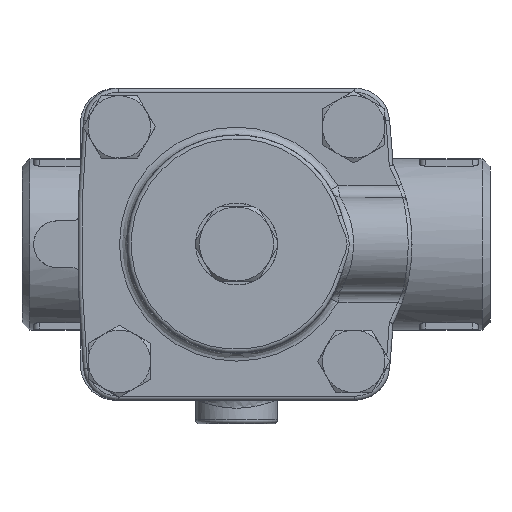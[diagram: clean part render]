
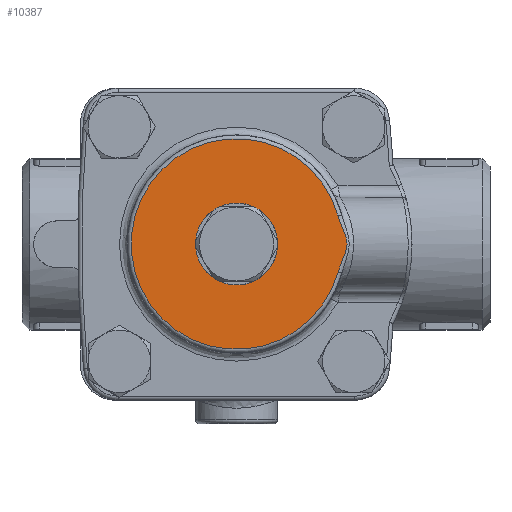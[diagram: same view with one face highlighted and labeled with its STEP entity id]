
A CAD part, top view. The second image highlights one B-rep face of the part: STEP entity #10387.
In plain terms, the highlighted planar face has unit normal (0, 0, 1).
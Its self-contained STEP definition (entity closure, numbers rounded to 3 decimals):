
#5039=CARTESIAN_POINT('',(10.5,0.,40.0));
#5040=VERTEX_POINT('',#5039);
#5041=CARTESIAN_POINT('',(0.,0.,40.0));
#5042=DIRECTION('',(0.0,0.0,-1.0));
#5043=DIRECTION('',(-1.0,0.0,0.0));
#5044=AXIS2_PLACEMENT_3D('',#5041,#5042,#5043);
#5045=CIRCLE('',#5044,10.5);
#5046=EDGE_CURVE('',#5040,#5040,#5045,.T.);
#10071=CARTESIAN_POINT('',(26.026,-7.186,40.0));
#10072=VERTEX_POINT('',#10071);
#10080=CARTESIAN_POINT('',(26.026,7.186,40.0));
#10081=VERTEX_POINT('',#10080);
#10082=CARTESIAN_POINT('',(0.,0.,40.0));
#10083=DIRECTION('',(0.0,0.0,-1.0));
#10084=DIRECTION('',(-1.0,0.,0.0));
#10085=AXIS2_PLACEMENT_3D('',#10082,#10083,#10084);
#10086=CIRCLE('',#10085,27.0);
#10087=EDGE_CURVE('',#10072,#10081,#10086,.T.);
#10246=CARTESIAN_POINT('',(26.026,7.186,40.));
#10247=CARTESIAN_POINT('',(26.218,6.49,40.0));
#10248=CARTESIAN_POINT('',(26.728,5.138,40.));
#10249=CARTESIAN_POINT('',(27.467,3.484,40.));
#10250=CARTESIAN_POINT('',(27.979,2.132,40.));
#10251=CARTESIAN_POINT('',(28.234,1.201,40.));
#10252=CARTESIAN_POINT('',(28.345,0.363,40.));
#10253=CARTESIAN_POINT('',(28.346,-0.361,40.));
#10254=CARTESIAN_POINT('',(28.267,-0.959,40.));
#10255=CARTESIAN_POINT('',(28.165,-1.43,40.));
#10256=CARTESIAN_POINT('',(28.041,-1.895,40.));
#10257=CARTESIAN_POINT('',(27.853,-2.467,40.));
#10258=CARTESIAN_POINT('',(27.549,-3.256,40.));
#10259=CARTESIAN_POINT('',(27.171,-4.144,40.));
#10260=CARTESIAN_POINT('',(26.602,-5.473,40.));
#10261=CARTESIAN_POINT('',(26.218,-6.49,40.0));
#10262=CARTESIAN_POINT('',(26.026,-7.186,40.0));
#10263=B_SPLINE_CURVE_WITH_KNOTS('',3,(#10246,#10247,#10248,#10249,#10250,#10251,#10252,#10253,#10254,#10255,#10256,#10257,#10258,#10259,#10260,#10261,#10262),.UNSPECIFIED.,.F.,.U.,(4,1,1,1,1,1,1,1,1,1,1,1,1,1,4),(0.,0.217,0.433,0.542,0.65,0.722,0.795,0.867,0.903,0.939,1.011,1.083,1.192,1.3,1.517),.UNSPECIFIED.);
#10264=EDGE_CURVE('',#10081,#10072,#10263,.T.);
#10375=CARTESIAN_POINT('',(0.,0.,40.0));
#10376=DIRECTION('',(0.0,0.0,-1.0));
#10377=DIRECTION('',(-1.0,0.0,0.0));
#10378=AXIS2_PLACEMENT_3D('',#10375,#10376,#10377);
#10379=PLANE('',#10378);
#10380=ORIENTED_EDGE('',*,*,#10087,.F.);
#10381=ORIENTED_EDGE('',*,*,#10264,.F.);
#10382=EDGE_LOOP('',(#10380,#10381));
#10383=FACE_OUTER_BOUND('',#10382,.T.);
#10384=ORIENTED_EDGE('',*,*,#5046,.T.);
#10385=EDGE_LOOP('',(#10384));
#10386=FACE_BOUND('',#10385,.T.);
#10387=ADVANCED_FACE('',(#10383,#10386),#10379,.F.);
